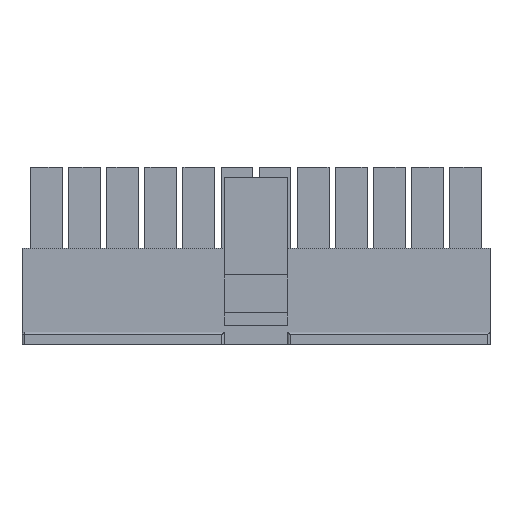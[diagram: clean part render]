
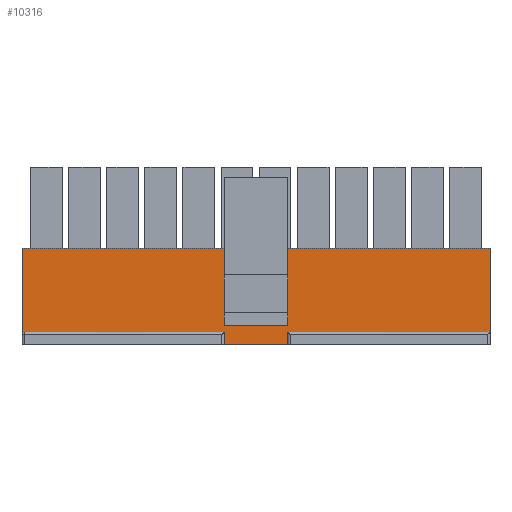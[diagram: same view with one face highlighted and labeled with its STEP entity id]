
A CAD part, top view. The second image highlights one B-rep face of the part: STEP entity #10316.
In plain terms, the highlighted planar face has unit normal (0, 0, 1).
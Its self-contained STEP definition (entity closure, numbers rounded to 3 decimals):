
#47=CIRCLE('',#10899,0.2);
#1383=ORIENTED_EDGE('',*,*,#3011,.F.);
#1384=ORIENTED_EDGE('',*,*,#3997,.T.);
#1385=ORIENTED_EDGE('',*,*,#3017,.T.);
#1386=ORIENTED_EDGE('',*,*,#3998,.T.);
#1387=ORIENTED_EDGE('',*,*,#3999,.T.);
#1388=ORIENTED_EDGE('',*,*,#4000,.F.);
#1389=ORIENTED_EDGE('',*,*,#4001,.F.);
#1390=ORIENTED_EDGE('',*,*,#4002,.F.);
#1391=ORIENTED_EDGE('',*,*,#4003,.T.);
#1392=ORIENTED_EDGE('',*,*,#4004,.F.);
#1393=ORIENTED_EDGE('',*,*,#4005,.T.);
#1394=ORIENTED_EDGE('',*,*,#3990,.F.);
#1395=ORIENTED_EDGE('',*,*,#4006,.T.);
#1396=ORIENTED_EDGE('',*,*,#3126,.F.);
#1397=ORIENTED_EDGE('',*,*,#4007,.F.);
#1398=ORIENTED_EDGE('',*,*,#3989,.F.);
#1399=ORIENTED_EDGE('',*,*,#4008,.T.);
#3011=EDGE_CURVE('',#4488,#4489,#5430,.T.);
#3017=EDGE_CURVE('',#4494,#4495,#5436,.T.);
#3126=EDGE_CURVE('',#4584,#4585,#5544,.T.);
#3989=EDGE_CURVE('',#5247,#5244,#6402,.T.);
#3990=EDGE_CURVE('',#5248,#5249,#6403,.T.);
#3997=EDGE_CURVE('',#4488,#4494,#6410,.T.);
#3998=EDGE_CURVE('',#4495,#4489,#6411,.T.);
#3999=EDGE_CURVE('',#5254,#5255,#6412,.T.);
#4000=EDGE_CURVE('',#5256,#5255,#6413,.T.);
#4001=EDGE_CURVE('',#5257,#5256,#6414,.T.);
#4002=EDGE_CURVE('',#5254,#5257,#6415,.T.);
#4003=EDGE_CURVE('',#5258,#5259,#6416,.T.);
#4004=EDGE_CURVE('',#5260,#5259,#6417,.T.);
#4005=EDGE_CURVE('',#5260,#5249,#47,.F.);
#4006=EDGE_CURVE('',#5248,#4585,#6418,.T.);
#4007=EDGE_CURVE('',#5244,#4584,#6419,.T.);
#4008=EDGE_CURVE('',#5247,#5258,#6420,.T.);
#4488=VERTEX_POINT('',#13900);
#4489=VERTEX_POINT('',#13902);
#4494=VERTEX_POINT('',#13915);
#4495=VERTEX_POINT('',#13916);
#4584=VERTEX_POINT('',#14130);
#4585=VERTEX_POINT('',#14132);
#5244=VERTEX_POINT('',#15830);
#5247=VERTEX_POINT('',#15835);
#5248=VERTEX_POINT('',#15839);
#5249=VERTEX_POINT('',#15840);
#5254=VERTEX_POINT('',#15856);
#5255=VERTEX_POINT('',#15857);
#5256=VERTEX_POINT('',#15859);
#5257=VERTEX_POINT('',#15861);
#5258=VERTEX_POINT('',#15864);
#5259=VERTEX_POINT('',#15865);
#5260=VERTEX_POINT('',#15867);
#5430=LINE('',#13901,#6888);
#5436=LINE('',#13914,#6894);
#5544=LINE('',#14131,#7002);
#6402=LINE('',#15836,#7860);
#6403=LINE('',#15838,#7861);
#6410=LINE('',#15853,#7868);
#6411=LINE('',#15854,#7869);
#6412=LINE('',#15855,#7870);
#6413=LINE('',#15858,#7871);
#6414=LINE('',#15860,#7872);
#6415=LINE('',#15862,#7873);
#6416=LINE('',#15863,#7874);
#6417=LINE('',#15866,#7875);
#6418=LINE('',#15869,#7876);
#6419=LINE('',#15870,#7877);
#6420=LINE('',#15871,#7878);
#6888=VECTOR('',#11278,1000.);
#6894=VECTOR('',#11288,1000.);
#7002=VECTOR('',#11432,1000.);
#7860=VECTOR('',#12658,1000.);
#7861=VECTOR('',#12661,1000.);
#7868=VECTOR('',#12672,1000.);
#7869=VECTOR('',#12673,1000.);
#7870=VECTOR('',#12674,1000.);
#7871=VECTOR('',#12675,1000.);
#7872=VECTOR('',#12676,1000.);
#7873=VECTOR('',#12677,1000.);
#7874=VECTOR('',#12678,1000.);
#7875=VECTOR('',#12679,1000.);
#7876=VECTOR('',#12682,1000.);
#7877=VECTOR('',#12683,1000.);
#7878=VECTOR('',#12684,1000.);
#8581=EDGE_LOOP('',(#1383,#1384,#1385,#1386));
#8582=EDGE_LOOP('',(#1387,#1388,#1389,#1390));
#8583=EDGE_LOOP('',(#1391,#1392,#1393,#1394,#1395,#1396,#1397,#1398,#1399));
#9192=FACE_BOUND('',#8581,.T.);
#9193=FACE_BOUND('',#8582,.T.);
#9194=FACE_BOUND('',#8583,.T.);
#9767=PLANE('',#10898);
#10316=ADVANCED_FACE('',(#9192,#9193,#9194),#9767,.T.);
#10898=AXIS2_PLACEMENT_3D('',#15852,#12670,#12671);
#10899=AXIS2_PLACEMENT_3D('',#15868,#12680,#12681);
#11278=DIRECTION('',(-1.,0.,0.));
#11288=DIRECTION('',(-1.,0.,0.));
#11432=DIRECTION('',(-1.,0.,0.));
#12658=DIRECTION('',(-1.,0.,0.));
#12661=DIRECTION('',(-1.,0.,0.));
#12670=DIRECTION('',(0.,0.,1.));
#12671=DIRECTION('',(1.,0.,0.));
#12672=DIRECTION('',(0.,-1.,0.));
#12673=DIRECTION('',(0.,1.,0.));
#12674=DIRECTION('',(-1.,0.,0.));
#12675=DIRECTION('',(0.,-1.,0.));
#12676=DIRECTION('',(-1.,0.,0.));
#12677=DIRECTION('',(0.,1.,0.));
#12678=DIRECTION('',(-1.,0.,0.));
#12679=DIRECTION('',(0.,1.,0.));
#12680=DIRECTION('',(0.,0.,1.));
#12681=DIRECTION('',(1.,0.,0.));
#12682=DIRECTION('',(0.,-1.,0.));
#12683=DIRECTION('',(0.,-1.,0.));
#12684=DIRECTION('',(0.,1.,0.));
#13900=CARTESIAN_POINT('',(-1.625,2.419,1.93));
#13901=CARTESIAN_POINT('',(2.5,2.419,1.93));
#13902=CARTESIAN_POINT('',(-2.5,2.419,1.93));
#13914=CARTESIAN_POINT('',(2.5,1.619,1.93));
#13915=CARTESIAN_POINT('',(-1.625,1.619,1.93));
#13916=CARTESIAN_POINT('',(-2.5,1.619,1.93));
#14130=CARTESIAN_POINT('',(2.5,-4.3,1.93));
#14131=CARTESIAN_POINT('',(2.5,-4.3,1.93));
#14132=CARTESIAN_POINT('',(-2.5,-4.3,1.93));
#15830=CARTESIAN_POINT('',(2.5,-3.3,1.93));
#15835=CARTESIAN_POINT('',(18.425,-3.3,1.93));
#15836=CARTESIAN_POINT('',(18.425,-3.3,1.93));
#15838=CARTESIAN_POINT('',(18.425,-3.3,1.93));
#15839=CARTESIAN_POINT('',(-2.5,-3.3,1.93));
#15840=CARTESIAN_POINT('',(-18.225,-3.3,1.93));
#15852=CARTESIAN_POINT('',(18.425,-3.3,1.93));
#15853=CARTESIAN_POINT('',(-1.625,6.65,1.93));
#15854=CARTESIAN_POINT('',(-2.5,1.619,1.93));
#15855=CARTESIAN_POINT('',(2.5,1.619,1.93));
#15856=CARTESIAN_POINT('',(2.5,1.619,1.93));
#15857=CARTESIAN_POINT('',(1.625,1.619,1.93));
#15858=CARTESIAN_POINT('',(1.625,6.65,1.93));
#15859=CARTESIAN_POINT('',(1.625,2.419,1.93));
#15860=CARTESIAN_POINT('',(2.5,2.419,1.93));
#15861=CARTESIAN_POINT('',(2.5,2.419,1.93));
#15862=CARTESIAN_POINT('',(2.5,1.619,1.93));
#15863=CARTESIAN_POINT('',(18.425,3.3,1.93));
#15864=CARTESIAN_POINT('',(18.425,3.3,1.93));
#15865=CARTESIAN_POINT('',(-18.425,3.3,1.93));
#15866=CARTESIAN_POINT('',(-18.425,-3.3,1.93));
#15867=CARTESIAN_POINT('',(-18.425,-3.5,1.93));
#15868=CARTESIAN_POINT('',(-18.225,-3.5,1.93));
#15869=CARTESIAN_POINT('',(-2.5,35.939,1.93));
#15870=CARTESIAN_POINT('',(2.5,35.939,1.93));
#15871=CARTESIAN_POINT('',(18.425,-3.3,1.93));
